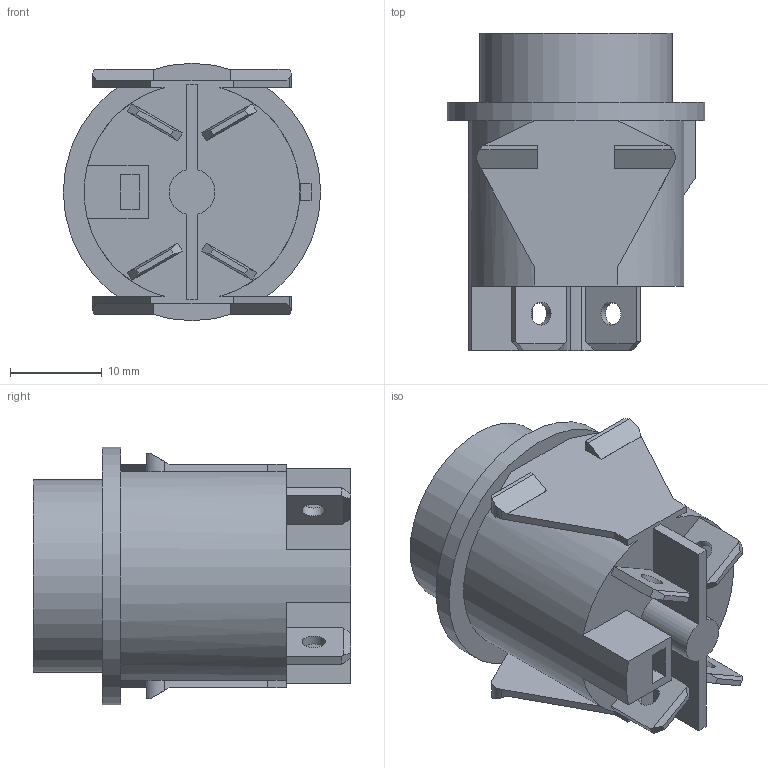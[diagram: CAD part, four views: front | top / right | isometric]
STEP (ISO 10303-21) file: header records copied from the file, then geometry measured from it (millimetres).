
FILE_DESCRIPTION(/* description */ (''),/* implementation_level */ '2;1');
FILE_NAME(/* name */ 'PS18-16 assy.stp',/* time_stamp */ '2019-08-22T12:50:30+03:00',/* author */ ('Boss'),/* organization */ (''),/* preprocessor_version */ 'ST-DEVELOPER v16.13',/* originating_system */ 'Autodesk Inventor 2018',/* authorisation */ '');
FILE_SCHEMA (('AUTOMOTIVE_DESIGN { 1 0 10303 214 3 1 1 }'));
Length unit declared in the file: millimetre
Products named in the file (4): PS18-16 assy; body; plastic diffuser; contact
Assembly tree (3 placements, depth 2):
  PS18-16 assy
    body
    plastic diffuser
    contact
Bounding box: 28 x 34.5 x 28 mm (x, y, z)
Volume: 5349.2 mm3; surface area: 7787 mm2
Topology: 6 solids, 6 shells, 122 faces, 322 edges, 224 vertices
Faces by surface type: plane 104, cylinder 18
Full cylindrical faces by diameter (mm): 2.5 x4, 18 x1, 21 x2, 28 x1
Entity records: 3891 total; most frequent: CARTESIAN_POINT 664, DIRECTION 621, ORIENTED_EDGE 614, EDGE_CURVE 307, LINE 259, VECTOR 259, VERTEX_POINT 210, AXIS2_PLACEMENT_3D 181
